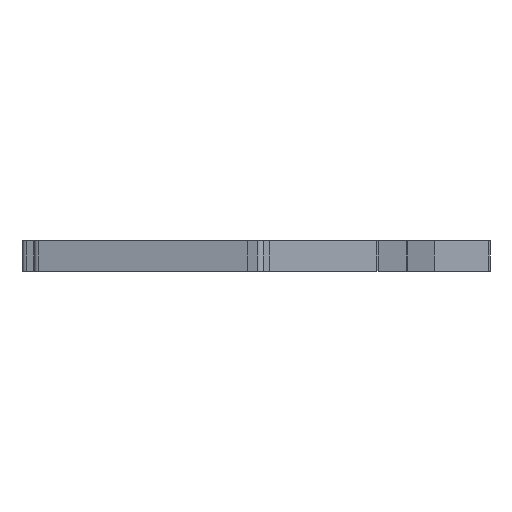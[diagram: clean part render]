
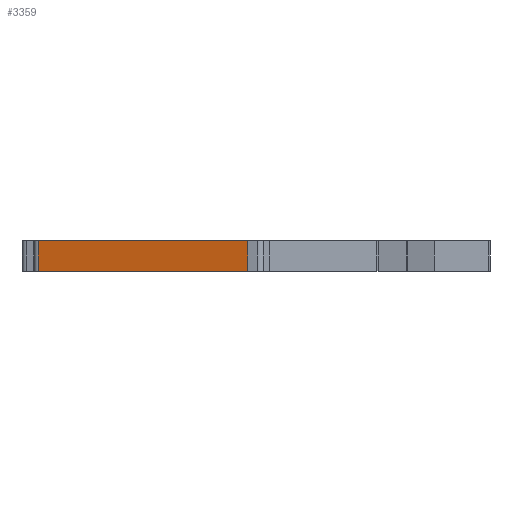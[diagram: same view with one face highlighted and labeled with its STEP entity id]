
A CAD part, left-side view. The second image highlights one B-rep face of the part: STEP entity #3359.
In plain terms, the highlighted planar face has unit normal (-0.966, 0.259, 0).
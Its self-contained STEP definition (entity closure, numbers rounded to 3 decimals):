
#213=FACE_OUTER_BOUND('',#393,.T.);
#393=EDGE_LOOP('',(#2649,#2650,#2651,#2652));
#636=LINE('',#4926,#1065);
#762=LINE('',#5201,#1191);
#763=LINE('',#5204,#1192);
#764=LINE('',#5205,#1193);
#1065=VECTOR('',#3941,10.);
#1191=VECTOR('',#4207,10.);
#1192=VECTOR('',#4210,10.);
#1193=VECTOR('',#4211,10.);
#1511=VERTEX_POINT('',#4923);
#1512=VERTEX_POINT('',#4925);
#1591=VERTEX_POINT('',#5199);
#1592=VERTEX_POINT('',#5203);
#1858=EDGE_CURVE('',#1511,#1512,#636,.T.);
#1996=EDGE_CURVE('',#1591,#1512,#762,.T.);
#1997=EDGE_CURVE('',#1591,#1592,#763,.T.);
#1998=EDGE_CURVE('',#1592,#1511,#764,.T.);
#2649=ORIENTED_EDGE('',*,*,#1997,.F.);
#2650=ORIENTED_EDGE('',*,*,#1996,.T.);
#2651=ORIENTED_EDGE('',*,*,#1858,.F.);
#2652=ORIENTED_EDGE('',*,*,#1998,.F.);
#3203=PLANE('',#3577);
#3359=ADVANCED_FACE('',(#213),#3203,.T.);
#3577=AXIS2_PLACEMENT_3D('',#5202,#4208,#4209);
#3941=DIRECTION('',(0.259,0.966,0.));
#4207=DIRECTION('',(0.,0.,-1.));
#4208=DIRECTION('center_axis',(-0.966,0.259,0.));
#4209=DIRECTION('ref_axis',(0.259,0.966,0.));
#4210=DIRECTION('',(-0.259,-0.966,0.));
#4211=DIRECTION('',(0.,0.,-1.));
#4923=CARTESIAN_POINT('',(17.571,-87.314,-8.6));
#4925=CARTESIAN_POINT('',(33.588,-27.55,-8.6));
#4926=CARTESIAN_POINT('',(33.588,-27.55,-8.6));
#5199=CARTESIAN_POINT('',(33.588,-27.55,0.));
#5201=CARTESIAN_POINT('',(33.588,-27.55,0.));
#5202=CARTESIAN_POINT('Origin',(17.571,-87.314,0.));
#5203=CARTESIAN_POINT('',(17.571,-87.314,0.));
#5204=CARTESIAN_POINT('',(33.588,-27.55,0.));
#5205=CARTESIAN_POINT('',(17.571,-87.314,0.));
